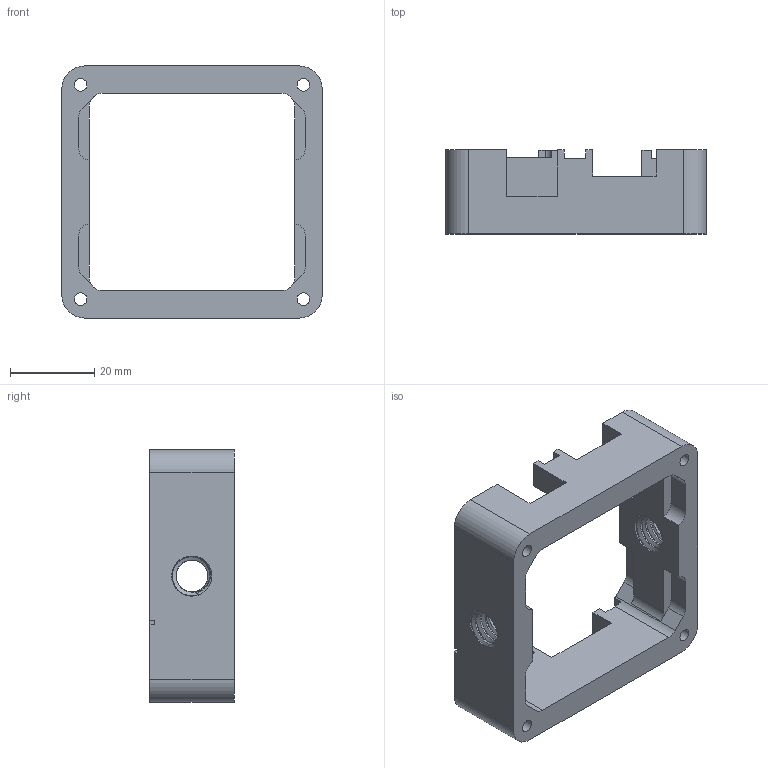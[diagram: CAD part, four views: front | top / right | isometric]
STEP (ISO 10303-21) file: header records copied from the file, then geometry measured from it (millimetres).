
FILE_DESCRIPTION(/* description */ ('OpenIRV project middle housing part v0.1.0'),/* implementation_level */ '2;1');
FILE_NAME(/* name */ 'middle.stp',/* time_stamp */ '2020-08-26T00:49:24+03:00',/* author */ ('Vaagn Oganesyan'),/* organization */ ('-'),/* preprocessor_version */ 'ST-DEVELOPER v17.2',/* originating_system */ 'Autodesk Inventor 2019',/* authorisation */ '');
FILE_SCHEMA (('AUTOMOTIVE_DESIGN { 1 0 10303 214 3 1 1 }'));
Length unit declared in the file: millimetre
Products named in the file (1): bottom
Bounding box: 62 x 20 x 60 mm (x, y, z)
Volume: 22819.2 mm3; surface area: 11901.3 mm2
Topology: 1 solids, 1 shells, 146 faces, 412 edges, 269 vertices
Faces by surface type: plane 65, cylinder 45, bspline 32, cone 4
Full cylindrical faces by diameter (mm): 3 x6, 7.6 x4
Entity records: 8010 total; most frequent: CARTESIAN_POINT 4331, ORIENTED_EDGE 824, DIRECTION 664, EDGE_CURVE 412, VERTEX_POINT 269, LINE 226, VECTOR 226, AXIS2_PLACEMENT_3D 219
